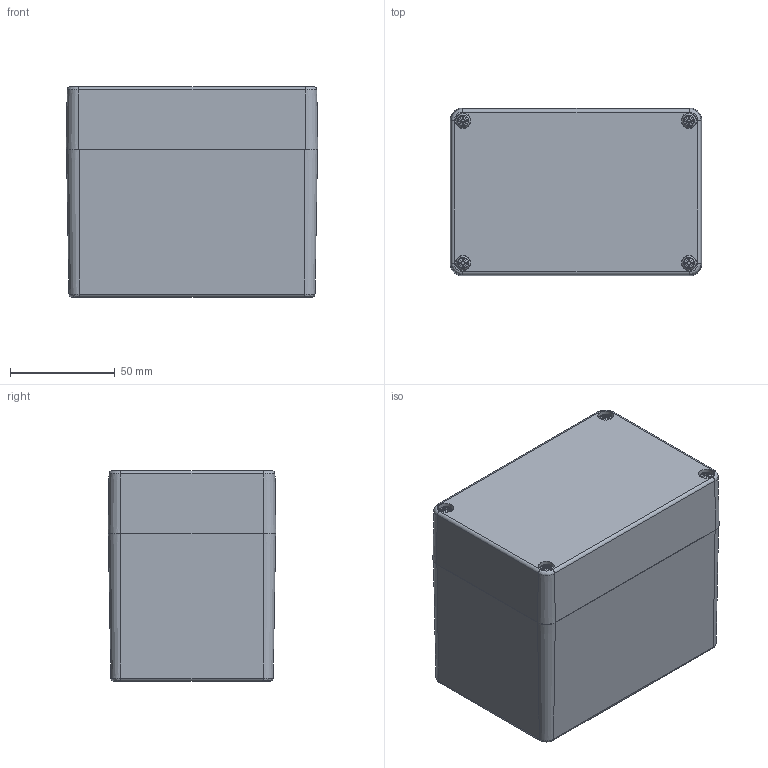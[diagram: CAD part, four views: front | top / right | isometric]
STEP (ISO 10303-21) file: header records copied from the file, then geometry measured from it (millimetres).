
FILE_DESCRIPTION (( 'STEP AP214' ), '1' );
FILE_NAME ('BB128010W.STEP', '2019-07-09T13:51:40', ( '' ), ( '' ), 'SwSTEP 2.0', 'SolidWorks 2018', '' );
FILE_SCHEMA (( 'AUTOMOTIVE_DESIGN' ));
Length unit declared in the file: inch
Products named in the file (1): BB128010W
Bounding box: 120.3 x 80.3 x 100.5 mm (x, y, z)
Volume: 199164.1 mm3; surface area: 142393.2 mm2
Topology: 11 solids, 11 shells, 1632 faces, 3975 edges, 2413 vertices
Faces by surface type: plane 611, cylinder 431, cone 372, bspline 210, torus 8
Full cylindrical faces by diameter (mm): 3.242 x4, 3.3 x4, 4 x4, 4.4 x4, 4.5 x8, 4.8 x4, 5.1 x4, 6.8 x4, 7 x4, 7.4 x4, 7.5 x4
Entity records: 54185 total; most frequent: CARTESIAN_POINT 18107, ORIENTED_EDGE 7712, DIRECTION 7201, EDGE_CURVE 3856, AXIS2_PLACEMENT_3D 2925, VERTEX_POINT 2387, EDGE_LOOP 1807, FACE_OUTER_BOUND 1688
